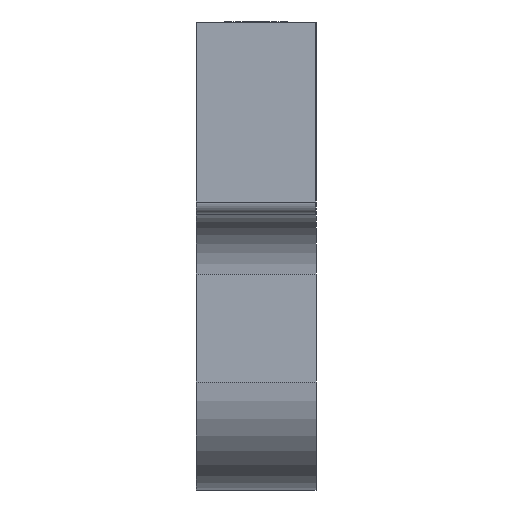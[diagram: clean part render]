
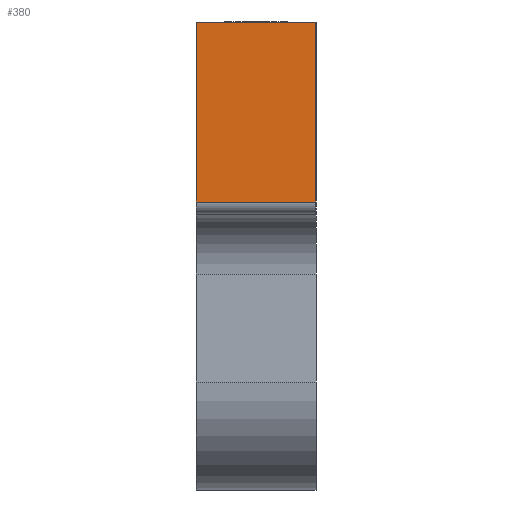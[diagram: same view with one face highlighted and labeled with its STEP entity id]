
A CAD part, left-side view. The second image highlights one B-rep face of the part: STEP entity #380.
In plain terms, the highlighted planar face has unit normal (-1, 0, 0).
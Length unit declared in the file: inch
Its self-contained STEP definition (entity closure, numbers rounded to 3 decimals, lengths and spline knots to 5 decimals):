
#108 = CARTESIAN_POINT ( 'NONE',  ( -0.65, 0.25, 0. ) ) ;
#222 = ORIENTED_EDGE ( 'NONE', *, *, #1204, .T. ) ;
#377 = VERTEX_POINT ( 'NONE', #580 ) ;
#380 = ADVANCED_FACE ( 'NONE', ( #1148 ), #677, .T. ) ;
#382 = EDGE_LOOP ( 'NONE', ( #222, #1081, #430, #862 ) ) ;
#397 = VERTEX_POINT ( 'NONE', #881 ) ;
#403 = AXIS2_PLACEMENT_3D ( 'NONE', #962, #712, #1349 ) ;
#430 = ORIENTED_EDGE ( 'NONE', *, *, #905, .F. ) ;
#456 = DIRECTION ( 'NONE',  ( 0., -1., 0. ) ) ;
#522 = LINE ( 'NONE', #108, #801 ) ;
#536 = EDGE_CURVE ( 'NONE', #377, #917, #1056, .T. ) ;
#580 = CARTESIAN_POINT ( 'NONE',  ( -0.65, 0.25, 0.75 ) ) ;
#623 = LINE ( 'NONE', #633, #1150 ) ;
#633 = CARTESIAN_POINT ( 'NONE',  ( -0.65, 0., 0. ) ) ;
#654 = DIRECTION ( 'NONE',  ( 0., 0., -1. ) ) ;
#677 = PLANE ( 'NONE',  #403 ) ;
#712 = DIRECTION ( 'NONE',  ( -1., 0., 0. ) ) ;
#727 = VERTEX_POINT ( 'NONE', #1030 ) ;
#738 = CARTESIAN_POINT ( 'NONE',  ( -0.65, 0., 0.75 ) ) ;
#801 = VECTOR ( 'NONE', #654, 39.37008 ) ;
#802 = VECTOR ( 'NONE', #456, 39.37008 ) ;
#818 = CARTESIAN_POINT ( 'NONE',  ( -0.65, 0.25, 0.75 ) ) ;
#862 = ORIENTED_EDGE ( 'NONE', *, *, #536, .F. ) ;
#863 = CARTESIAN_POINT ( 'NONE',  ( -0.65, 0.25, 0.375 ) ) ;
#881 = CARTESIAN_POINT ( 'NONE',  ( -0.65, 0.25, 0.375 ) ) ;
#905 = EDGE_CURVE ( 'NONE', #917, #727, #623, .T. ) ;
#912 = DIRECTION ( 'NONE',  ( 0., -1., 0. ) ) ;
#917 = VERTEX_POINT ( 'NONE', #738 ) ;
#962 = CARTESIAN_POINT ( 'NONE',  ( -0.65, 0.25, 0. ) ) ;
#1030 = CARTESIAN_POINT ( 'NONE',  ( -0.65, 0., 0.375 ) ) ;
#1056 = LINE ( 'NONE', #818, #802 ) ;
#1081 = ORIENTED_EDGE ( 'NONE', *, *, #1118, .T. ) ;
#1118 = EDGE_CURVE ( 'NONE', #397, #727, #1242, .T. ) ;
#1148 = FACE_OUTER_BOUND ( 'NONE', #382, .T. ) ;
#1150 = VECTOR ( 'NONE', #1281, 39.37008 ) ;
#1204 = EDGE_CURVE ( 'NONE', #377, #397, #522, .T. ) ;
#1206 = VECTOR ( 'NONE', #912, 39.37008 ) ;
#1242 = LINE ( 'NONE', #863, #1206 ) ;
#1281 = DIRECTION ( 'NONE',  ( 0., 0., -1. ) ) ;
#1349 = DIRECTION ( 'NONE',  ( 0., 0., 1. ) ) ;
